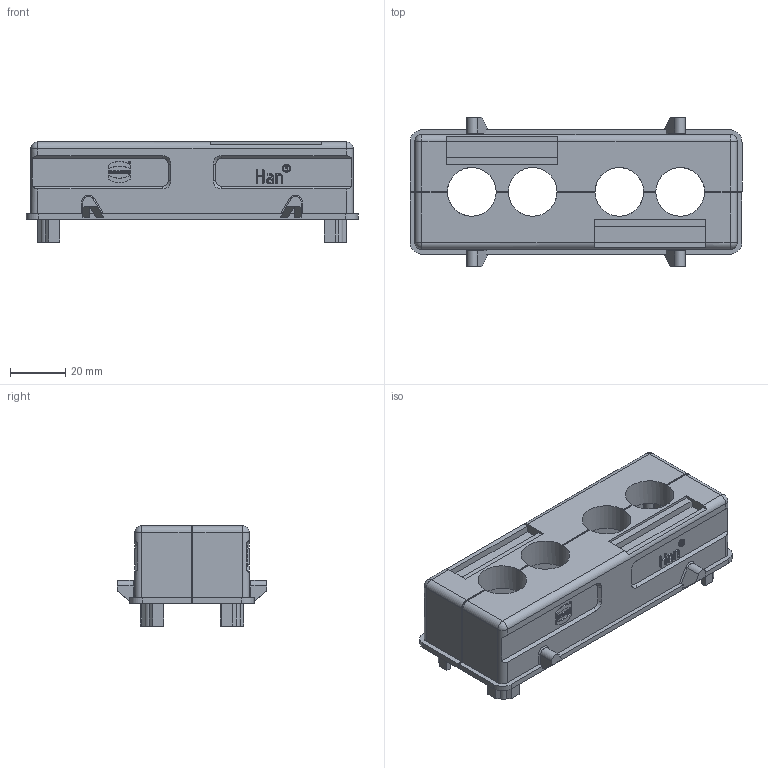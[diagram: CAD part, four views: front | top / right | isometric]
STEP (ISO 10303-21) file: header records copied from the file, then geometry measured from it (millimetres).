
FILE_DESCRIPTION(/* description */ (''),/* implementation_level */ '2;1');
FILE_NAME(/* name */ '100095466ugm000_b.stp',/* time_stamp */ '2016-06-14T06:38:11+02:00',/* author */ (''),/* organization */ (''),/* preprocessor_version */ 'ST-DEVELOPER v16',/* originating_system */ 'SIEMENS PLM Software NX 10.0',/* authorisation */ '');
FILE_SCHEMA (('AUTOMOTIVE_DESIGN { 1 0 10303 214 3 1 1 1 }'));
Length unit declared in the file: millimetre
Products named in the file (1): 100095466ugm000_b
Bounding box: 120 x 54 x 36.2 mm (x, y, z)
Volume: 33669 mm3; surface area: 35191.8 mm2
Topology: 1 solids, 1 shells, 624 faces, 1765 edges, 1163 vertices
Faces by surface type: plane 472, cylinder 64, bspline 42, extrusion 28, cone 14, sphere 4
Full cylindrical faces by diameter (mm): 17.6 x4, 20 x4
Entity records: 21291 total; most frequent: CARTESIAN_POINT 4755, ORIENTED_EDGE 3486, DIRECTION 2951, EDGE_CURVE 1743, VECTOR 1381, LINE 1353, VERTEX_POINT 1154, AXIS2_PLACEMENT_3D 785
